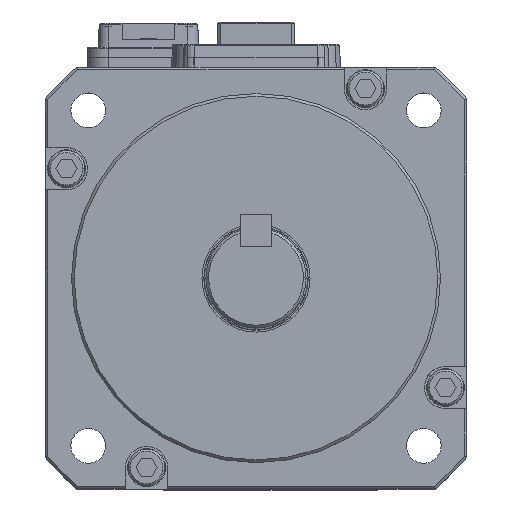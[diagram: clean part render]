
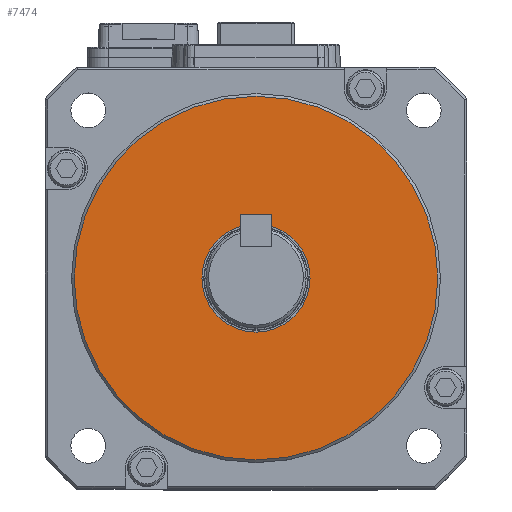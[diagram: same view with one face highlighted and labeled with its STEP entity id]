
A CAD part, top view. The second image highlights one B-rep face of the part: STEP entity #7474.
In plain terms, the highlighted planar face has unit normal (0, 0, 1).
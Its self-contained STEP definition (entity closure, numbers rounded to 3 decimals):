
#2318 = EDGE_LOOP ( 'NONE', ( #63928, #63917 ) ) ;
#2367 = EDGE_LOOP ( 'NONE', ( #63922, #63947 ) ) ;
#7474 = ADVANCED_FACE ( 'NONE', ( #25963, #25942 ), #25952, .T. ) ;
#15989 = CIRCLE ( 'NONE', #15991, 34.5 ) ;
#15991 = AXIS2_PLACEMENT_3D ( 'NONE', #60618, #60625, #60605 ) ;
#16216 = AXIS2_PLACEMENT_3D ( 'NONE', #17655, #17627, #17632 ) ;
#16220 = CIRCLE ( 'NONE', #16216, 34.5 ) ;
#16249 = AXIS2_PLACEMENT_3D ( 'NONE', #25955, #25964, #25978 ) ;
#16318 = AXIS2_PLACEMENT_3D ( 'NONE', #17799, #17781, #17805 ) ;
#16331 = CIRCLE ( 'NONE', #16318, 10.25 ) ;
#17627 = DIRECTION ( 'NONE',  ( 0., 0., 1. ) ) ;
#17632 = DIRECTION ( 'NONE',  ( 1., 0., 0. ) ) ;
#17655 = CARTESIAN_POINT ( 'NONE',  ( 0., 0., 50.5 ) ) ;
#17781 = DIRECTION ( 'NONE',  ( 0., 0., 1. ) ) ;
#17799 = CARTESIAN_POINT ( 'NONE',  ( 0., 0., 50.5 ) ) ;
#17805 = DIRECTION ( 'NONE',  ( 1., 0., 0. ) ) ;
#25942 = FACE_BOUND ( 'NONE', #2318, .T. ) ;
#25952 = PLANE ( 'NONE',  #16249 ) ;
#25955 = CARTESIAN_POINT ( 'NONE',  ( 0., 0., 50.5 ) ) ;
#25963 = FACE_OUTER_BOUND ( 'NONE', #2367, .T. ) ;
#25964 = DIRECTION ( 'NONE',  ( 0., 0., 1. ) ) ;
#25978 = DIRECTION ( 'NONE',  ( 1., 0., 0. ) ) ;
#27940 = VERTEX_POINT ( 'NONE', #79576 ) ;
#27963 = VERTEX_POINT ( 'NONE', #79660 ) ;
#28007 = VERTEX_POINT ( 'NONE', #79622 ) ;
#28050 = VERTEX_POINT ( 'NONE', #79678 ) ;
#34881 = CIRCLE ( 'NONE', #35232, 10.25 ) ;
#35232 = AXIS2_PLACEMENT_3D ( 'NONE', #60575, #60557, #60549 ) ;
#45928 = EDGE_CURVE ( 'NONE', #27940, #28007, #34881, .T. ) ;
#45944 = EDGE_CURVE ( 'NONE', #28050, #27963, #15989, .T. ) ;
#46036 = EDGE_CURVE ( 'NONE', #27963, #28050, #16220, .T. ) ;
#46075 = EDGE_CURVE ( 'NONE', #28007, #27940, #16331, .T. ) ;
#60549 = DIRECTION ( 'NONE',  ( 1., 0., 0. ) ) ;
#60557 = DIRECTION ( 'NONE',  ( 0., 0., 1. ) ) ;
#60575 = CARTESIAN_POINT ( 'NONE',  ( 0., 0., 50.5 ) ) ;
#60605 = DIRECTION ( 'NONE',  ( 1., 0., 0. ) ) ;
#60618 = CARTESIAN_POINT ( 'NONE',  ( 0., 0., 50.5 ) ) ;
#60625 = DIRECTION ( 'NONE',  ( 0., 0., 1. ) ) ;
#63917 = ORIENTED_EDGE ( 'NONE', *, *, #46075, .F. ) ;
#63922 = ORIENTED_EDGE ( 'NONE', *, *, #46036, .T. ) ;
#63928 = ORIENTED_EDGE ( 'NONE', *, *, #45928, .F. ) ;
#63947 = ORIENTED_EDGE ( 'NONE', *, *, #45944, .T. ) ;
#79576 = CARTESIAN_POINT ( 'NONE',  ( -10.25, 0., 50.5 ) ) ;
#79622 = CARTESIAN_POINT ( 'NONE',  ( 10.25, 0., 50.5 ) ) ;
#79660 = CARTESIAN_POINT ( 'NONE',  ( -34.5, 0., 50.5 ) ) ;
#79678 = CARTESIAN_POINT ( 'NONE',  ( 34.5, 0., 50.5 ) ) ;
